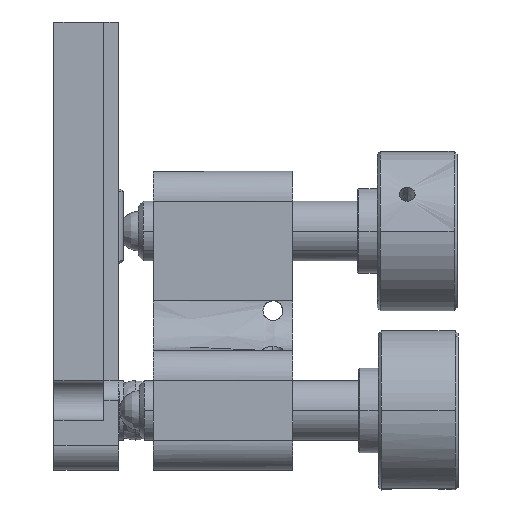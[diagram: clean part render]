
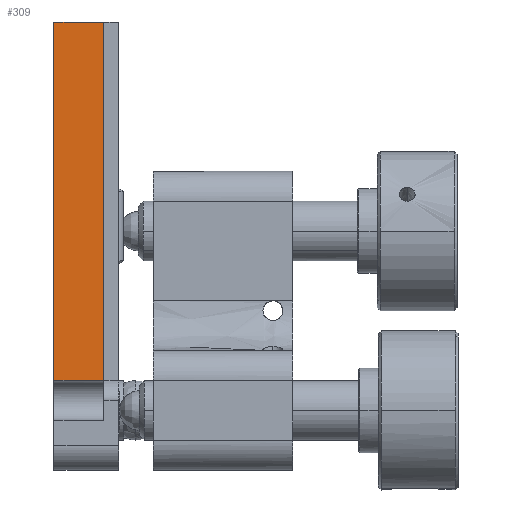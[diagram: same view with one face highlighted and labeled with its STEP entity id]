
A CAD part, front view. The second image highlights one B-rep face of the part: STEP entity #309.
In plain terms, the highlighted planar face has unit normal (0, -1, 0).
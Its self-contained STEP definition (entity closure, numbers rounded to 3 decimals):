
#309=ADVANCED_FACE('',(#914),#9884,.T.);
#914=FACE_OUTER_BOUND('',#1536,.T.);
#1536=EDGE_LOOP('',(#3084,#3085,#3086,#3087));
#3084=ORIENTED_EDGE('',*,*,#5843,.T.);
#3085=ORIENTED_EDGE('',*,*,#5806,.F.);
#3086=ORIENTED_EDGE('',*,*,#5817,.F.);
#3087=ORIENTED_EDGE('',*,*,#5844,.T.);
#5806=EDGE_CURVE('',#8928,#8929,#7381,.T.);
#5817=EDGE_CURVE('',#8940,#8928,#7390,.T.);
#5843=EDGE_CURVE('',#8967,#8929,#7401,.T.);
#5844=EDGE_CURVE('',#8940,#8967,#7402,.T.);
#7381=B_SPLINE_CURVE_WITH_KNOTS('',1,(#14150,#14151),.UNSPECIFIED.,.F.,
 .F.,(2,2),(0.,5.),.UNSPECIFIED.);
#7390=B_SPLINE_CURVE_WITH_KNOTS('',1,(#14174,#14175),.UNSPECIFIED.,.F.,
 .F.,(2,2),(0.,36.),.UNSPECIFIED.);
#7401=B_SPLINE_CURVE_WITH_KNOTS('',1,(#14242,#14243),.UNSPECIFIED.,.F.,
 .F.,(2,2),(0.,36.),.UNSPECIFIED.);
#7402=B_SPLINE_CURVE_WITH_KNOTS('',1,(#14244,#14245),.UNSPECIFIED.,.F.,
 .F.,(2,2),(0.,5.),.UNSPECIFIED.);
#8928=VERTEX_POINT('',#13994);
#8929=VERTEX_POINT('',#13995);
#8940=VERTEX_POINT('',#14006);
#8967=VERTEX_POINT('',#14033);
#9884=PLANE('',#10387);
#10387=AXIS2_PLACEMENT_3D('',#13599,#10675,$);
#10675=DIRECTION('',(0.,-1.,0.));
#13599=CARTESIAN_POINT('',(-17.748,-4.471,50.945));
#13994=CARTESIAN_POINT('',(-17.128,-4.471,47.225));
#13995=CARTESIAN_POINT('',(-12.128,-4.471,47.225));
#14006=CARTESIAN_POINT('',(-17.128,-4.471,11.225));
#14033=CARTESIAN_POINT('',(-12.128,-4.471,11.225));
#14150=CARTESIAN_POINT('',(-17.128,-4.471,47.225));
#14151=CARTESIAN_POINT('',(-12.128,-4.471,47.225));
#14174=CARTESIAN_POINT('',(-17.128,-4.471,11.225));
#14175=CARTESIAN_POINT('',(-17.128,-4.471,47.225));
#14242=CARTESIAN_POINT('',(-12.128,-4.471,11.225));
#14243=CARTESIAN_POINT('',(-12.128,-4.471,47.225));
#14244=CARTESIAN_POINT('',(-17.128,-4.471,11.225));
#14245=CARTESIAN_POINT('',(-12.128,-4.471,11.225));
